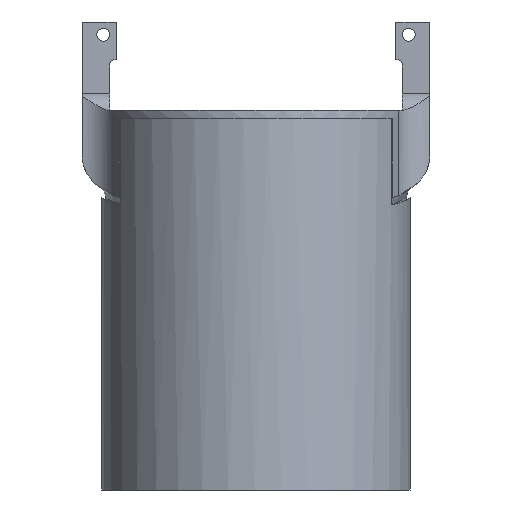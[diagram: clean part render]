
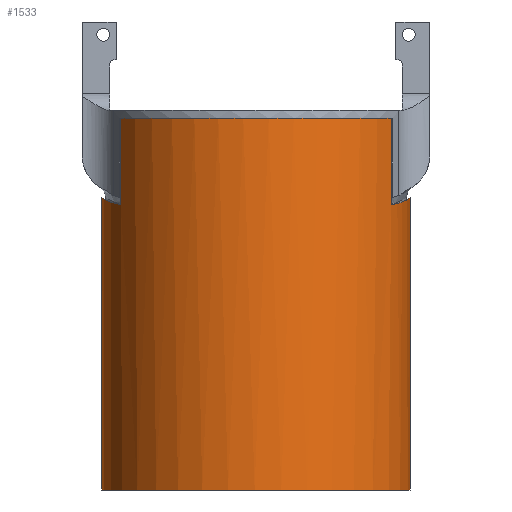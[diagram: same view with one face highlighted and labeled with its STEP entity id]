
A CAD part, front view. The second image highlights one B-rep face of the part: STEP entity #1533.
In plain terms, the highlighted cylindrical face has radius 37.4 mm (diameter 74.799 mm), a full revolution.
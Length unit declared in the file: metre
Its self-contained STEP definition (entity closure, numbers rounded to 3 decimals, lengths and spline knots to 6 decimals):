
#65=B_SPLINE_CURVE_WITH_KNOTS('',3,(#2244,#2245,#2246,#2247,#2248,#2249,
#2250,#2251,#2252,#2253),.UNSPECIFIED.,.F.,.F.,(4,1,1,1,1,1,1,4),(0.,0.009508,
0.014262,0.019016,0.02377,0.028523,
0.033277,0.038031),.UNSPECIFIED.);
#66=B_SPLINE_CURVE_WITH_KNOTS('',3,(#2261,#2262,#2263,#2264,#2265,#2266,
#2267,#2268,#2269,#2270),.UNSPECIFIED.,.F.,.F.,(4,1,1,1,1,1,1,4),(0.,0.009508,
0.014262,0.019016,0.02377,0.028523,
0.033277,0.038031),.UNSPECIFIED.);
#99=LINE('',#2242,#223);
#100=LINE('',#2255,#224);
#101=LINE('',#2259,#225);
#102=LINE('',#2272,#226);
#223=VECTOR('',#1803,1.);
#224=VECTOR('',#1804,1.);
#225=VECTOR('',#1807,1.);
#226=VECTOR('',#1808,1.);
#347=ORIENTED_EDGE('',*,*,#806,.T.);
#348=ORIENTED_EDGE('',*,*,#807,.F.);
#349=ORIENTED_EDGE('',*,*,#808,.T.);
#350=ORIENTED_EDGE('',*,*,#809,.T.);
#351=ORIENTED_EDGE('',*,*,#810,.T.);
#352=ORIENTED_EDGE('',*,*,#811,.F.);
#353=ORIENTED_EDGE('',*,*,#812,.T.);
#354=ORIENTED_EDGE('',*,*,#813,.T.);
#355=ORIENTED_EDGE('',*,*,#814,.T.);
#806=EDGE_CURVE('',#1040,#1040,#1204,.F.);
#807=EDGE_CURVE('',#1041,#1042,#1205,.F.);
#808=EDGE_CURVE('',#1041,#1043,#99,.F.);
#809=EDGE_CURVE('',#1043,#1044,#65,.T.);
#810=EDGE_CURVE('',#1044,#1045,#100,.T.);
#811=EDGE_CURVE('',#1046,#1045,#1206,.F.);
#812=EDGE_CURVE('',#1046,#1047,#101,.F.);
#813=EDGE_CURVE('',#1047,#1048,#66,.T.);
#814=EDGE_CURVE('',#1048,#1042,#102,.T.);
#1040=VERTEX_POINT('',#2238);
#1041=VERTEX_POINT('',#2240);
#1042=VERTEX_POINT('',#2241);
#1043=VERTEX_POINT('',#2243);
#1044=VERTEX_POINT('',#2254);
#1045=VERTEX_POINT('',#2256);
#1046=VERTEX_POINT('',#2258);
#1047=VERTEX_POINT('',#2260);
#1048=VERTEX_POINT('',#2271);
#1204=CIRCLE('',#1639,0.0374);
#1205=CIRCLE('',#1640,0.0374);
#1206=CIRCLE('',#1641,0.0374);
#1280=EDGE_LOOP('',(#347));
#1281=EDGE_LOOP('',(#348,#349,#350,#351,#352,#353,#354,#355));
#1390=FACE_BOUND('',#1280,.T.);
#1391=FACE_BOUND('',#1281,.T.);
#1500=CYLINDRICAL_SURFACE('',#1638,0.0374);
#1533=ADVANCED_FACE('',(#1390,#1391),#1500,.T.);
#1638=AXIS2_PLACEMENT_3D('',#2236,#1797,#1798);
#1639=AXIS2_PLACEMENT_3D('',#2237,#1799,#1800);
#1640=AXIS2_PLACEMENT_3D('',#2239,#1801,#1802);
#1641=AXIS2_PLACEMENT_3D('',#2257,#1805,#1806);
#1797=DIRECTION('',(0.,0.,1.));
#1798=DIRECTION('',(1.,0.,0.));
#1799=DIRECTION('',(0.,0.,-1.));
#1800=DIRECTION('',(-1.,0.,0.));
#1801=DIRECTION('',(0.,0.,-1.));
#1802=DIRECTION('',(-1.,0.,0.));
#1803=DIRECTION('',(0.,0.,1.));
#1804=DIRECTION('',(0.,0.,1.));
#1805=DIRECTION('',(0.,0.,-1.));
#1806=DIRECTION('',(-1.,0.,0.));
#1807=DIRECTION('',(0.,0.,1.));
#1808=DIRECTION('',(0.,0.,1.));
#2236=CARTESIAN_POINT('',(0.,0.,-0.01504));
#2237=CARTESIAN_POINT('',(0.,0.,-0.09));
#2238=CARTESIAN_POINT('',(-0.0374,0.,-0.09));
#2239=CARTESIAN_POINT('',(0.,0.,0.));
#2240=CARTESIAN_POINT('',(0.032764,0.018036,0.));
#2241=CARTESIAN_POINT('',(-0.032764,0.018036,0.));
#2242=CARTESIAN_POINT('',(0.032764,0.018036,0.));
#2243=CARTESIAN_POINT('',(0.032764,0.018036,-0.020908));
#2244=CARTESIAN_POINT('',(0.032764,0.018036,-0.020908));
#2245=CARTESIAN_POINT('',(0.03429,0.015263,-0.020715));
#2246=CARTESIAN_POINT('',(0.036022,0.010887,-0.020021));
#2247=CARTESIAN_POINT('',(0.037203,0.004688,-0.019331));
#2248=CARTESIAN_POINT('',(0.037499,0.000024,-0.019132));
#2249=CARTESIAN_POINT('',(0.037199,-0.004734,-0.019334));
#2250=CARTESIAN_POINT('',(0.036317,-0.009331,-0.01985));
#2251=CARTESIAN_POINT('',(0.03487,-0.013791,-0.020478));
#2252=CARTESIAN_POINT('',(0.033527,-0.016649,-0.020812));
#2253=CARTESIAN_POINT('',(0.032764,-0.018036,-0.020908));
#2254=CARTESIAN_POINT('',(0.032764,-0.018036,-0.020908));
#2255=CARTESIAN_POINT('',(0.032764,-0.018036,-0.020908));
#2256=CARTESIAN_POINT('',(0.032764,-0.018036,0.));
#2257=CARTESIAN_POINT('',(0.,0.,0.));
#2258=CARTESIAN_POINT('',(-0.032764,-0.018036,0.));
#2259=CARTESIAN_POINT('',(-0.032764,-0.018036,0.));
#2260=CARTESIAN_POINT('',(-0.032764,-0.018036,-0.020908));
#2261=CARTESIAN_POINT('',(-0.032764,-0.018036,-0.020908));
#2262=CARTESIAN_POINT('',(-0.03429,-0.015263,-0.020715));
#2263=CARTESIAN_POINT('',(-0.036022,-0.010887,-0.020021));
#2264=CARTESIAN_POINT('',(-0.037203,-0.004688,-0.019331));
#2265=CARTESIAN_POINT('',(-0.037499,-0.000024,-0.019132));
#2266=CARTESIAN_POINT('',(-0.037199,0.004734,-0.019334));
#2267=CARTESIAN_POINT('',(-0.036317,0.009331,-0.01985));
#2268=CARTESIAN_POINT('',(-0.03487,0.013791,-0.020478));
#2269=CARTESIAN_POINT('',(-0.033527,0.016649,-0.020812));
#2270=CARTESIAN_POINT('',(-0.032764,0.018036,-0.020908));
#2271=CARTESIAN_POINT('',(-0.032764,0.018036,-0.020908));
#2272=CARTESIAN_POINT('',(-0.032764,0.018036,-0.020908));
